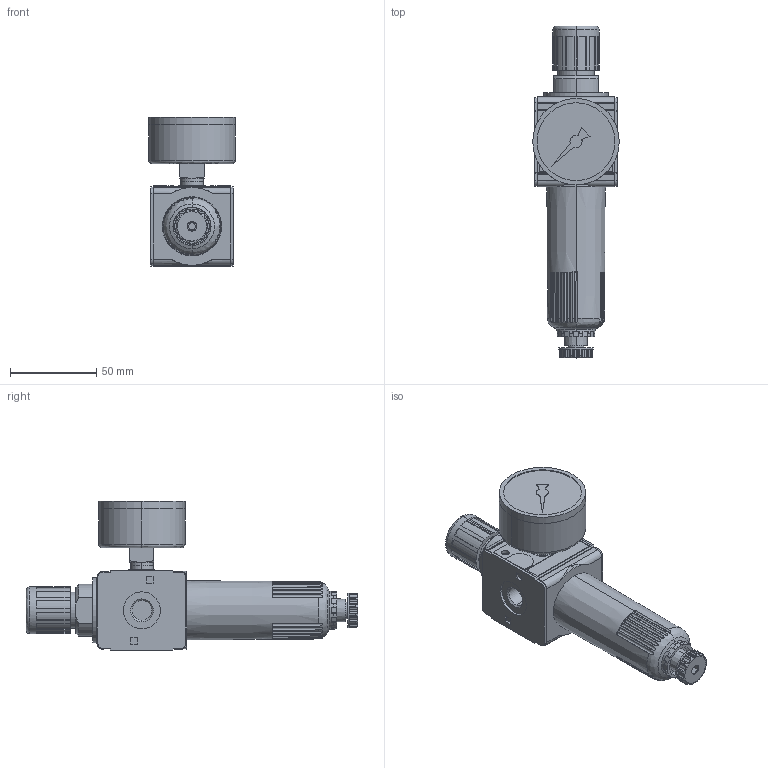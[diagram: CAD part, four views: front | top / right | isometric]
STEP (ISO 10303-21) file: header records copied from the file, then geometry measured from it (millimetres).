
FILE_DESCRIPTION (( 'STEP AP214' ), '1' );
FILE_NAME ('KN-C11_10_G.STEP', '2018-08-30T11:24:48', ( '' ), ( '' ), 'SwSTEP 2.0', 'SolidWorks 2018', '' );
FILE_SCHEMA (( 'AUTOMOTIVE_DESIGN' ));
Length unit declared in the file: millimetre
Products named in the file (1): KN-C11_10_G
Bounding box: 50 x 192 x 86.7 mm (x, y, z)
Volume: 260961.3 mm3; surface area: 42579.6 mm2
Topology: 3 solids, 3 shells, 528 faces, 1413 edges, 933 vertices
Faces by surface type: plane 270, cylinder 197, cone 50, bspline 11
Entity records: 23913 total; most frequent: CARTESIAN_POINT 4783, ORIENTED_EDGE 2826, DIRECTION 2747, EDGE_CURVE 1413, AXIS2_PLACEMENT_3D 1005, VERTEX_POINT 933, VECTOR 737, LINE 737
